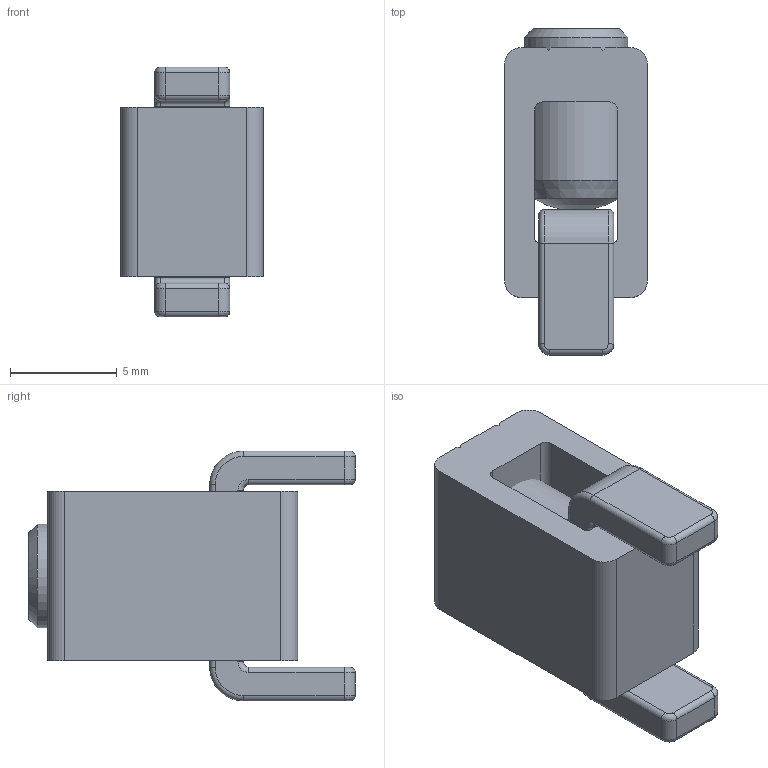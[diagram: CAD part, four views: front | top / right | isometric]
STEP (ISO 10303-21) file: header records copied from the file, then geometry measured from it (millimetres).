
FILE_DESCRIPTION(/* description */ (''),/* implementation_level */ '2;1');
FILE_NAME(/* name */ 'B12-PCB-NM-HEX.stp',/* time_stamp */ '2015-12-01T08:28:46-05:00',/* author */ ('tsmith'),/* organization */ (''),/* preprocessor_version */ 'ST-DEVELOPER v15.6',/* originating_system */ 'Autodesk Inventor 2015',/* authorisation */ '');
FILE_SCHEMA (('AUTOMOTIVE_DESIGN { 1 0 10303 214 3 1 1 }'));
Length unit declared in the file: inch
Products named in the file (4): B12; 14307-S; 15715HEX(PLAIN); B12-PCB-NM-HEX
Assembly tree (3 placements, depth 2):
  B12-PCB-NM-HEX
    B12
    14307-S
    15715HEX(PLAIN)
Bounding box: 6.68 x 15.27 x 11.68 mm (x, y, z)
Volume: 618.6 mm3; surface area: 956.8 mm2
Topology: 3 solids, 3 shells, 108 faces, 278 edges, 173 vertices
Faces by surface type: plane 45, cylinder 36, cone 10, torus 8, bspline 8, sphere 1
Full cylindrical faces by diameter (mm): 3.962 x1, 4.826 x1
Entity records: 3362 total; most frequent: CARTESIAN_POINT 703, DIRECTION 566, ORIENTED_EDGE 534, EDGE_CURVE 267, AXIS2_PLACEMENT_3D 218, VERTEX_POINT 169, LINE 130, VECTOR 130
